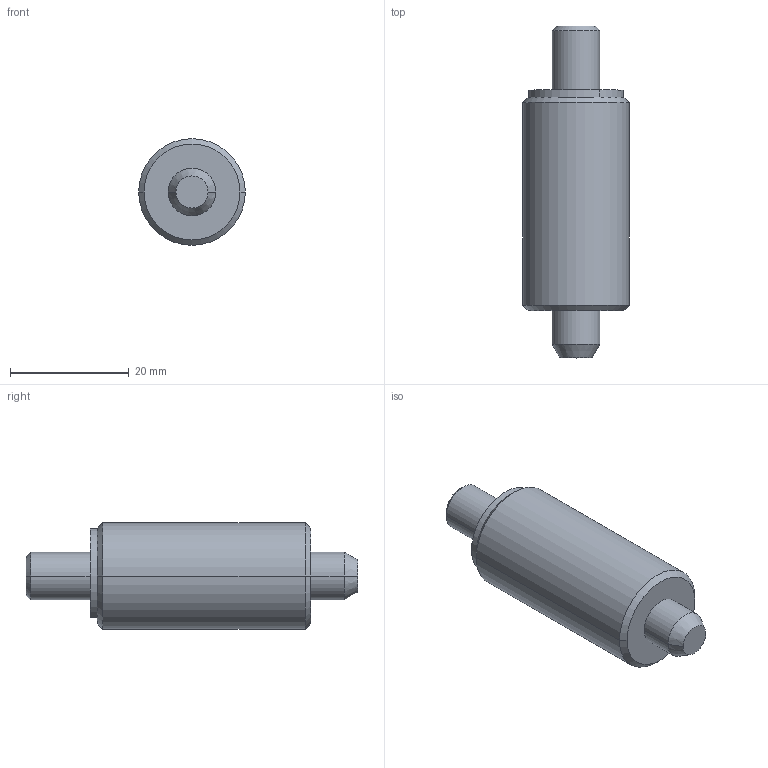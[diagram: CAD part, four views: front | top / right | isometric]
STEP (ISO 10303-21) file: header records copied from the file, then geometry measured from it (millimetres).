
FILE_DESCRIPTION( ( '' ), '1' );
FILE_NAME( 'K0347.3308_(N_ENTSPANNT).stp', '2012-10-31T12:14:28', ( '' ), ( '' ), ' ', ' ', ' ' );
FILE_SCHEMA( ( 'CONFIG_CONTROL_DESIGN' ) );
Length unit declared in the file: millimetre
Products named in the file (1): 1
Bounding box: 17.98 x 56.01 x 17.98 mm (x, y, z)
Volume: 10204.6 mm3; surface area: 3222 mm2
Topology: 1 solids, 1 shells, 25 faces, 55 edges, 34 vertices
Faces by surface type: cylinder 9, cone 8, plane 8
Entity records: 739 total; most frequent: DIRECTION 137, CARTESIAN_POINT 115, ORIENTED_EDGE 110, AXIS2_PLACEMENT_3D 56, EDGE_CURVE 55, VERTEX_POINT 34, CIRCLE 30, EDGE_LOOP 27
